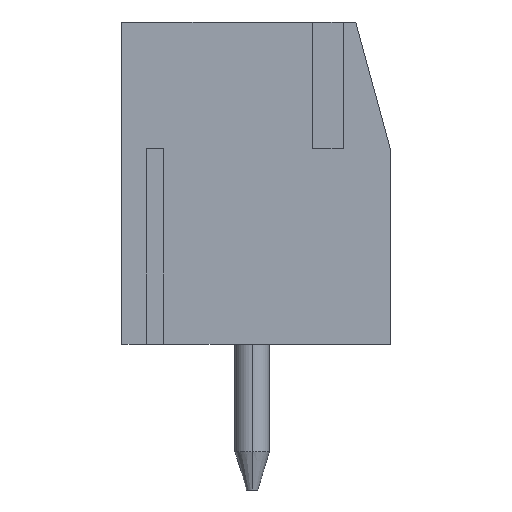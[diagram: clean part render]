
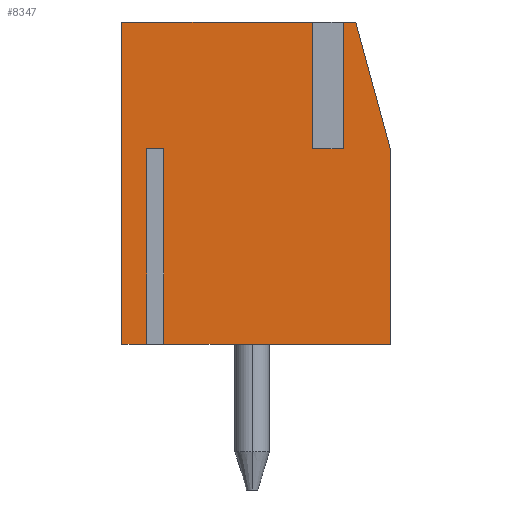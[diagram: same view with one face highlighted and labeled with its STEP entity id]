
A CAD part, left-side view. The second image highlights one B-rep face of the part: STEP entity #8347.
In plain terms, the highlighted planar face has unit normal (-1, 0, 0).
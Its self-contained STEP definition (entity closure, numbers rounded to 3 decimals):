
#8075 = VERTEX_POINT('',#8076);
#8076 = CARTESIAN_POINT('',(-5.25,2.4,0.9));
#8091 = VERTEX_POINT('',#8092);
#8092 = CARTESIAN_POINT('',(-5.25,2.4,-4.2));
#8098 = EDGE_CURVE('',#8091,#8075,#8099,.T.);
#8099 = LINE('',#8100,#8101);
#8100 = CARTESIAN_POINT('',(-5.25,2.4,-4.2));
#8101 = VECTOR('',#8102,1.);
#8102 = DIRECTION('',(0.,0.,1.));
#8113 = VERTEX_POINT('',#8114);
#8114 = CARTESIAN_POINT('',(-5.25,2.85,0.9));
#8129 = EDGE_CURVE('',#8075,#8113,#8130,.T.);
#8130 = LINE('',#8131,#8132);
#8131 = CARTESIAN_POINT('',(-5.25,2.4,0.9));
#8132 = VECTOR('',#8133,1.);
#8133 = DIRECTION('',(0.,1.,0.));
#8169 = VERTEX_POINT('',#8170);
#8170 = CARTESIAN_POINT('',(-5.25,2.85,-4.2));
#8176 = EDGE_CURVE('',#8177,#8169,#8179,.T.);
#8177 = VERTEX_POINT('',#8178);
#8178 = CARTESIAN_POINT('',(-5.25,3.5,-4.2));
#8179 = LINE('',#8180,#8181);
#8180 = CARTESIAN_POINT('',(-5.25,3.5,-4.2));
#8181 = VECTOR('',#8182,1.);
#8182 = DIRECTION('',(0.,-1.,0.));
#8329 = VERTEX_POINT('',#8330);
#8330 = CARTESIAN_POINT('',(-5.25,-3.5,-4.2));
#8336 = EDGE_CURVE('',#8091,#8329,#8337,.T.);
#8337 = LINE('',#8338,#8339);
#8338 = CARTESIAN_POINT('',(-5.25,3.5,-4.2));
#8339 = VECTOR('',#8340,1.);
#8340 = DIRECTION('',(0.,-1.,0.));
#8347 = ADVANCED_FACE('',(#8348),#8422,.T.);
#8348 = FACE_BOUND('',#8349,.T.);
#8349 = EDGE_LOOP('',(#8350,#8351,#8357,#8358,#8359,#8360,#8368,#8376,
    #8384,#8392,#8400,#8408,#8416));
#8350 = ORIENTED_EDGE('',*,*,#8176,.T.);
#8351 = ORIENTED_EDGE('',*,*,#8352,.T.);
#8352 = EDGE_CURVE('',#8169,#8113,#8353,.T.);
#8353 = LINE('',#8354,#8355);
#8354 = CARTESIAN_POINT('',(-5.25,2.85,-4.2));
#8355 = VECTOR('',#8356,1.);
#8356 = DIRECTION('',(0.,0.,1.));
#8357 = ORIENTED_EDGE('',*,*,#8129,.F.);
#8358 = ORIENTED_EDGE('',*,*,#8098,.F.);
#8359 = ORIENTED_EDGE('',*,*,#8336,.T.);
#8360 = ORIENTED_EDGE('',*,*,#8361,.T.);
#8361 = EDGE_CURVE('',#8329,#8362,#8364,.T.);
#8362 = VERTEX_POINT('',#8363);
#8363 = CARTESIAN_POINT('',(-5.25,-3.5,0.9));
#8364 = LINE('',#8365,#8366);
#8365 = CARTESIAN_POINT('',(-5.25,-3.5,-4.2));
#8366 = VECTOR('',#8367,1.);
#8367 = DIRECTION('',(0.,0.,1.));
#8368 = ORIENTED_EDGE('',*,*,#8369,.F.);
#8369 = EDGE_CURVE('',#8370,#8362,#8372,.T.);
#8370 = VERTEX_POINT('',#8371);
#8371 = CARTESIAN_POINT('',(-5.25,-2.6,4.2));
#8372 = LINE('',#8373,#8374);
#8373 = CARTESIAN_POINT('',(-5.25,-3.486,0.951));
#8374 = VECTOR('',#8375,1.);
#8375 = DIRECTION('',(0.,-0.263,-0.965));
#8376 = ORIENTED_EDGE('',*,*,#8377,.T.);
#8377 = EDGE_CURVE('',#8370,#8378,#8380,.T.);
#8378 = VERTEX_POINT('',#8379);
#8379 = CARTESIAN_POINT('',(-5.25,-2.2,4.2));
#8380 = LINE('',#8381,#8382);
#8381 = CARTESIAN_POINT('',(-5.25,-3.5,4.2));
#8382 = VECTOR('',#8383,1.);
#8383 = DIRECTION('',(0.,1.,0.));
#8384 = ORIENTED_EDGE('',*,*,#8385,.F.);
#8385 = EDGE_CURVE('',#8386,#8378,#8388,.T.);
#8386 = VERTEX_POINT('',#8387);
#8387 = CARTESIAN_POINT('',(-5.25,-2.2,0.9));
#8388 = LINE('',#8389,#8390);
#8389 = CARTESIAN_POINT('',(-5.25,-2.2,0.9));
#8390 = VECTOR('',#8391,1.);
#8391 = DIRECTION('',(0.,0.,1.));
#8392 = ORIENTED_EDGE('',*,*,#8393,.F.);
#8393 = EDGE_CURVE('',#8394,#8386,#8396,.T.);
#8394 = VERTEX_POINT('',#8395);
#8395 = CARTESIAN_POINT('',(-5.25,-1.55,0.9));
#8396 = LINE('',#8397,#8398);
#8397 = CARTESIAN_POINT('',(-5.25,-1.55,0.9));
#8398 = VECTOR('',#8399,1.);
#8399 = DIRECTION('',(0.,-1.,0.));
#8400 = ORIENTED_EDGE('',*,*,#8401,.T.);
#8401 = EDGE_CURVE('',#8394,#8402,#8404,.T.);
#8402 = VERTEX_POINT('',#8403);
#8403 = CARTESIAN_POINT('',(-5.25,-1.55,4.2));
#8404 = LINE('',#8405,#8406);
#8405 = CARTESIAN_POINT('',(-5.25,-1.55,0.9));
#8406 = VECTOR('',#8407,1.);
#8407 = DIRECTION('',(0.,0.,1.));
#8408 = ORIENTED_EDGE('',*,*,#8409,.T.);
#8409 = EDGE_CURVE('',#8402,#8410,#8412,.T.);
#8410 = VERTEX_POINT('',#8411);
#8411 = CARTESIAN_POINT('',(-5.25,3.5,4.2));
#8412 = LINE('',#8413,#8414);
#8413 = CARTESIAN_POINT('',(-5.25,-3.5,4.2));
#8414 = VECTOR('',#8415,1.);
#8415 = DIRECTION('',(0.,1.,0.));
#8416 = ORIENTED_EDGE('',*,*,#8417,.T.);
#8417 = EDGE_CURVE('',#8410,#8177,#8418,.T.);
#8418 = LINE('',#8419,#8420);
#8419 = CARTESIAN_POINT('',(-5.25,3.5,4.2));
#8420 = VECTOR('',#8421,1.);
#8421 = DIRECTION('',(0.,0.,-1.));
#8422 = PLANE('',#8423);
#8423 = AXIS2_PLACEMENT_3D('',#8424,#8425,#8426);
#8424 = CARTESIAN_POINT('',(-5.25,0.,0.));
#8425 = DIRECTION('',(-1.,0.,0.));
#8426 = DIRECTION('',(0.,0.,1.));
